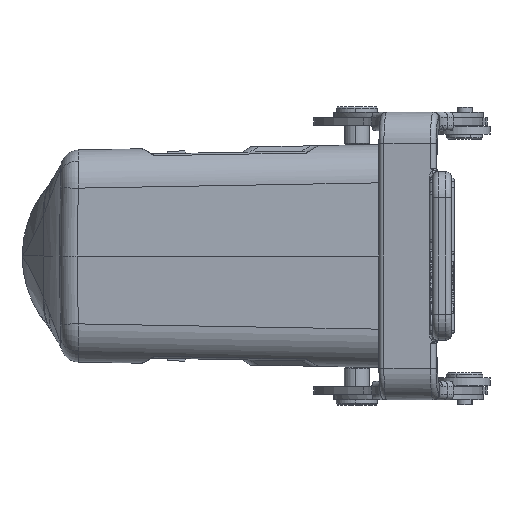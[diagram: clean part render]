
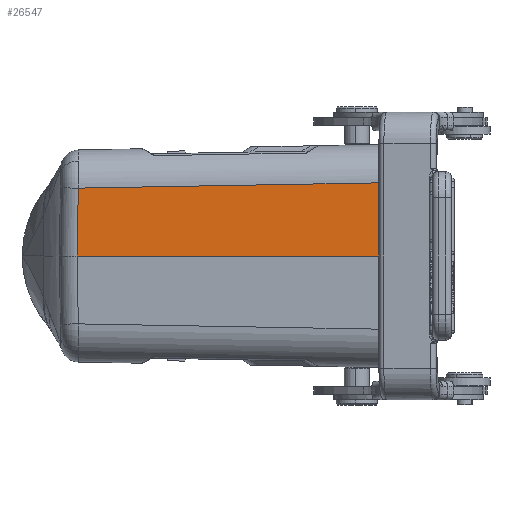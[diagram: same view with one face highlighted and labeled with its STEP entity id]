
A CAD part, left-side view. The second image highlights one B-rep face of the part: STEP entity #26547.
In plain terms, the highlighted planar face has unit normal (-1, 0.018, 0.017).
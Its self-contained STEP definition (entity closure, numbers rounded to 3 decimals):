
#677=CARTESIAN_POINT('',(-46.493,70.609,14.121));
#691=DIRECTION('',(0.017,1.,0.));
#692=VECTOR('',#691,58.862);
#693=CARTESIAN_POINT('',(-46.739,70.609,
0.));
#694=LINE('',#693,#692);
#695=DIRECTION('',(0.017,-0.017,1.));
#696=VECTOR('',#695,13.102);
#697=CARTESIAN_POINT('',(-45.712,129.462,
0.));
#698=LINE('',#697,#696);
#699=DIRECTION('',(-0.017,-1.,0.017));
#700=VECTOR('',#699,58.642);
#701=CARTESIAN_POINT('',(-45.487,129.233,13.098));
#702=LINE('',#701,#700);
#20913=DIRECTION('',(0.017,0.,1.));
#20914=VECTOR('',#20913,14.124);
#20915=CARTESIAN_POINT('',(-46.739,70.609,
0.));
#20916=LINE('',#20915,#20914);
#21452=VERTEX_POINT('',#677);
#21453=CARTESIAN_POINT('',(-45.487,129.233,
13.098));
#21454=VERTEX_POINT('',#21453);
#21463=CARTESIAN_POINT('',(-45.712,129.462,
0.));
#21464=VERTEX_POINT('',#21463);
#21465=CARTESIAN_POINT('',(-46.739,70.609,
0.));
#21466=VERTEX_POINT('',#21465);
#26533=CARTESIAN_POINT('',(-46.333,70.,23.912));
#26534=DIRECTION('',(-1.,0.017,0.017));
#26535=DIRECTION('',(-0.017,0.,-1.));
#26536=AXIS2_PLACEMENT_3D('',#26533,#26534,#26535);
#26537=PLANE('',#26536);
#26539=ORIENTED_EDGE('',*,*,#26538,.T.);
#26541=ORIENTED_EDGE('',*,*,#26540,.T.);
#26542=ORIENTED_EDGE('',*,*,#26513,.T.);
#26544=ORIENTED_EDGE('',*,*,#26543,.F.);
#26545=EDGE_LOOP('',(#26539,#26541,#26542,#26544));
#26546=FACE_OUTER_BOUND('',#26545,.F.);
#26547=ADVANCED_FACE('',(#26546),#26537,.T.);
#26513=EDGE_CURVE('',#21454,#21452,#702,.T.);
#26538=EDGE_CURVE('',#21466,#21464,#694,.T.);
#26540=EDGE_CURVE('',#21464,#21454,#698,.T.);
#26543=EDGE_CURVE('',#21466,#21452,#20916,.T.);
